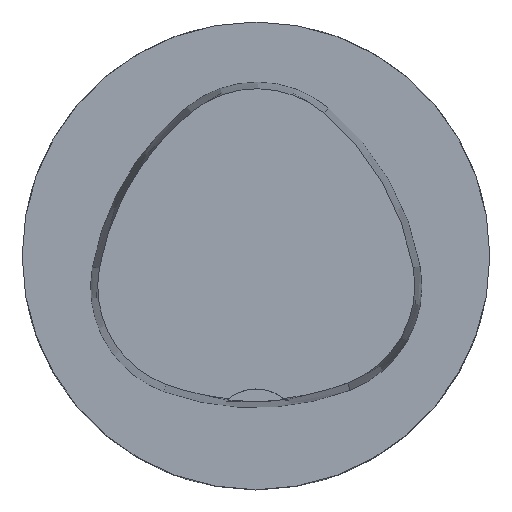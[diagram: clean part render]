
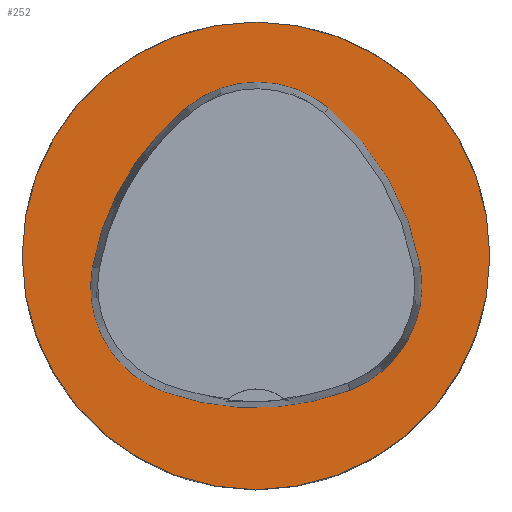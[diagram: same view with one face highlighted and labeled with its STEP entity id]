
A CAD part, top view. The second image highlights one B-rep face of the part: STEP entity #252.
In plain terms, the highlighted planar face has unit normal (0, 0, 1).
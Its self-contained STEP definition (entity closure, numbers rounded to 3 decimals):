
#221=FACE_BOUND('',#364,.T.);
#222=FACE_BOUND('',#365,.T.);
#252=ADVANCED_FACE('',(#221,#222),#286,.T.);
#286=PLANE('',#802);
#364=EDGE_LOOP('',(#467,#468,#469,#470,#471,#472));
#365=EDGE_LOOP('',(#473));
#467=ORIENTED_EDGE('',*,*,#679,.T.);
#468=ORIENTED_EDGE('',*,*,#659,.T.);
#469=ORIENTED_EDGE('',*,*,#663,.T.);
#470=ORIENTED_EDGE('',*,*,#666,.T.);
#471=ORIENTED_EDGE('',*,*,#669,.T.);
#472=ORIENTED_EDGE('',*,*,#677,.T.);
#473=ORIENTED_EDGE('',*,*,#650,.F.);
#589=VERTEX_POINT('',#1102);
#598=VERTEX_POINT('',#1121);
#599=VERTEX_POINT('',#1122);
#602=VERTEX_POINT('',#1130);
#604=VERTEX_POINT('',#1136);
#606=VERTEX_POINT('',#1142);
#613=VERTEX_POINT('',#1163);
#650=EDGE_CURVE('',#589,#589,#727,.T.);
#659=EDGE_CURVE('',#598,#599,#728,.T.);
#663=EDGE_CURVE('',#599,#602,#730,.T.);
#666=EDGE_CURVE('',#602,#604,#732,.T.);
#669=EDGE_CURVE('',#604,#606,#734,.T.);
#677=EDGE_CURVE('',#606,#613,#738,.T.);
#679=EDGE_CURVE('',#613,#598,#740,.T.);
#727=CIRCLE('',#774,31.5);
#728=CIRCLE('',#780,36.0);
#730=CIRCLE('',#783,15.0);
#732=CIRCLE('',#786,36.0);
#734=CIRCLE('',#789,15.0);
#738=CIRCLE('',#794,36.0);
#740=CIRCLE('',#797,15.0);
#774=AXIS2_PLACEMENT_3D('',#1101,#885,#886);
#780=AXIS2_PLACEMENT_3D('',#1120,#901,#902);
#783=AXIS2_PLACEMENT_3D('',#1129,#909,#910);
#786=AXIS2_PLACEMENT_3D('',#1135,#916,#917);
#789=AXIS2_PLACEMENT_3D('',#1141,#923,#924);
#794=AXIS2_PLACEMENT_3D('',#1164,#935,#936);
#797=AXIS2_PLACEMENT_3D('',#1167,#941,#942);
#802=AXIS2_PLACEMENT_3D('',#1172,#951,#952);
#885=DIRECTION('',(0.0,0.0,-1.0));
#886=DIRECTION('',(-1.0,0.0,0.0));
#901=DIRECTION('',(0.0,0.0,-1.0));
#902=DIRECTION('',(-1.0,0.0,0.0));
#909=DIRECTION('',(0.0,0.0,-1.0));
#910=DIRECTION('',(-1.0,0.0,0.0));
#916=DIRECTION('',(0.0,0.0,-1.0));
#917=DIRECTION('',(-1.0,0.0,0.0));
#923=DIRECTION('',(0.0,0.0,-1.0));
#924=DIRECTION('',(-1.0,0.0,0.0));
#935=DIRECTION('',(0.0,0.0,-1.0));
#936=DIRECTION('',(-1.0,0.0,0.0));
#941=DIRECTION('',(0.0,0.0,-1.0));
#942=DIRECTION('',(-1.0,0.0,0.0));
#951=DIRECTION('',(0.0,0.0,1.0));
#952=DIRECTION('',(1.0,0.0,0.0));
#1101=CARTESIAN_POINT('',(0.0,0.0,0.0));
#1102=CARTESIAN_POINT('',(-31.5,0.0,0.0));
#1120=CARTESIAN_POINT('',(13.398,-7.893,0.0));
#1121=CARTESIAN_POINT('',(-22.041,-1.562,0.0));
#1122=CARTESIAN_POINT('',(-9.317,20.036,0.0));
#1129=CARTESIAN_POINT('',(0.148,8.399,0.0));
#1130=CARTESIAN_POINT('',(9.779,19.898,0.0));
#1135=CARTESIAN_POINT('',(-13.337,-7.7,0.0));
#1136=CARTESIAN_POINT('',(22.122,-1.48,0.0));
#1141=CARTESIAN_POINT('',(7.347,-4.071,0.0));
#1142=CARTESIAN_POINT('',(12.693,-18.087,0.0));
#1163=CARTESIAN_POINT('',(-12.373,-18.307,0.0));
#1164=CARTESIAN_POINT('',(-0.137,15.55,0.0));
#1167=CARTESIAN_POINT('',(-7.275,-4.2,0.0));
#1172=CARTESIAN_POINT('',(0.0,0.0,0.0));
